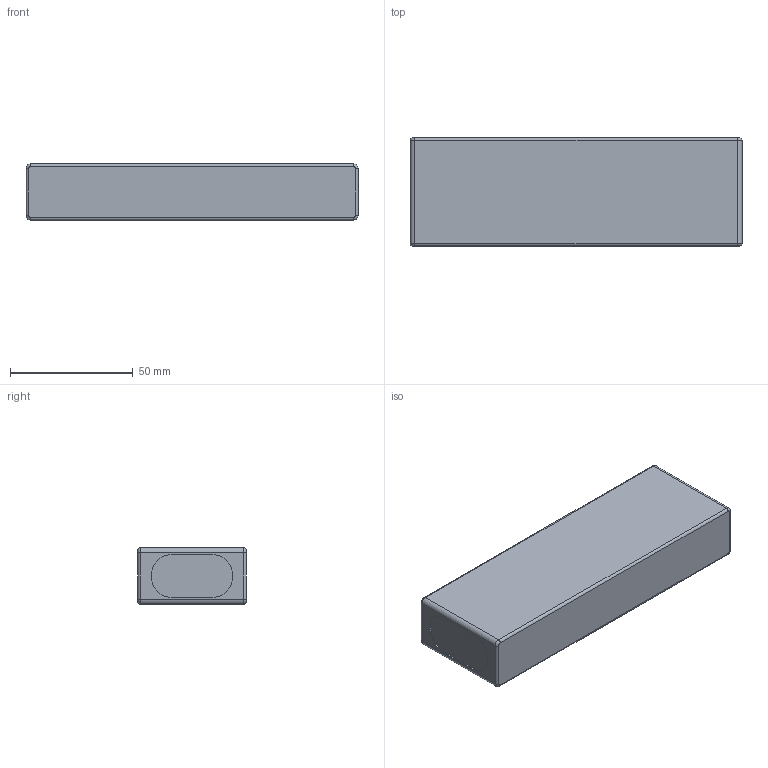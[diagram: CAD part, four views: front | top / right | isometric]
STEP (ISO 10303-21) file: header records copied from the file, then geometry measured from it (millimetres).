
FILE_DESCRIPTION (( 'STEP AP203' ), '1' );
FILE_NAME ('Turnigy_2650mAh_4S__nano_tech_Lipo_Battery.STEP', '2013-05-30T07:43:57', ( 'Jeremy' ), ( '' ), 'SwSTEP 2.0', 'SolidWorks 2012', '' );
FILE_SCHEMA (( 'CONFIG_CONTROL_DESIGN' ));
Length unit declared in the file: millimetre
Products named in the file (1): Turnigy_2650mAh_4S__nano_tech_Lipo_Battery
Bounding box: 135 x 44 x 23 mm (x, y, z)
Volume: 135821.1 mm3; surface area: 19773.6 mm2
Topology: 1 solids, 1 shells, 44 faces, 104 edges, 64 vertices
Faces by surface type: cylinder 20, plane 16, torus 8
Entity records: 1345 total; most frequent: DIRECTION 242, CARTESIAN_POINT 213, ORIENTED_EDGE 208, EDGE_CURVE 104, AXIS2_PLACEMENT_3D 93, VERTEX_POINT 64, VECTOR 56, LINE 56
